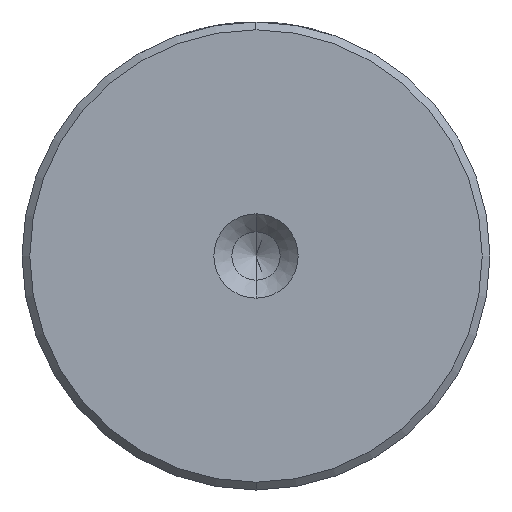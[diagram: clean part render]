
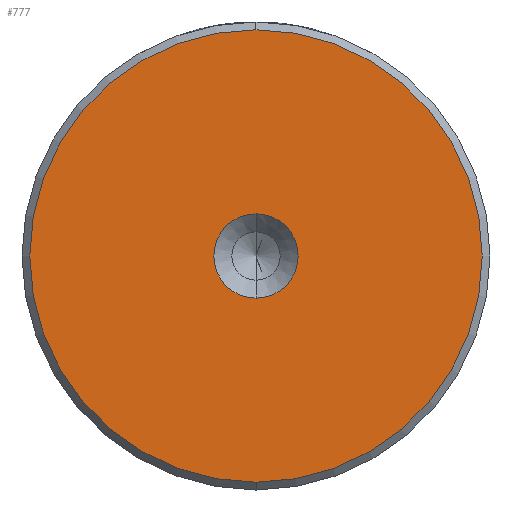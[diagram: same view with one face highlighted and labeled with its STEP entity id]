
A CAD part, left-side view. The second image highlights one B-rep face of the part: STEP entity #777.
In plain terms, the highlighted planar face has unit normal (-1, 0, 0).
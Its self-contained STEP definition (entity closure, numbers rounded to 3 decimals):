
#60 = AXIS2_PLACEMENT_3D ( 'NONE', #2391, #1018, #2624 ) ;
#140 = ORIENTED_EDGE ( 'NONE', *, *, #2520, .T. ) ;
#172 = DIRECTION ( 'NONE',  ( 0., 0., 1. ) ) ;
#213 = EDGE_LOOP ( 'NONE', ( #1003, #140 ) ) ;
#525 = AXIS2_PLACEMENT_3D ( 'NONE', #2348, #2814, #1432 ) ;
#656 = CIRCLE ( 'NONE', #1505, 14.5 ) ;
#774 = AXIS2_PLACEMENT_3D ( 'NONE', #2921, #1533, #172 ) ;
#777 = ADVANCED_FACE ( 'NONE', ( #787, #2540 ), #1892, .T. ) ;
#787 = FACE_OUTER_BOUND ( 'NONE', #213, .T. ) ;
#926 = DIRECTION ( 'NONE',  ( -1., 0., 0. ) ) ;
#1003 = ORIENTED_EDGE ( 'NONE', *, *, #1057, .T. ) ;
#1018 = DIRECTION ( 'NONE',  ( -1., 0., 0. ) ) ;
#1022 = AXIS2_PLACEMENT_3D ( 'NONE', #2302, #926, #2533 ) ;
#1057 = EDGE_CURVE ( 'NONE', #2632, #2028, #1895, .T. ) ;
#1063 = ORIENTED_EDGE ( 'NONE', *, *, #1339, .F. ) ;
#1114 = CARTESIAN_POINT ( 'NONE',  ( 0., 0., -2.7 ) ) ;
#1142 = CARTESIAN_POINT ( 'NONE',  ( 0., 0., 2.7 ) ) ;
#1158 = DIRECTION ( 'NONE',  ( -1., 0., 0. ) ) ;
#1215 = CIRCLE ( 'NONE', #60, 2.7 ) ;
#1221 = CARTESIAN_POINT ( 'NONE',  ( 0., 0., -14.5 ) ) ;
#1256 = VERTEX_POINT ( 'NONE', #1114 ) ;
#1339 = EDGE_CURVE ( 'NONE', #1256, #2489, #2477, .T. ) ;
#1432 = DIRECTION ( 'NONE',  ( 0., 0., 1. ) ) ;
#1505 = AXIS2_PLACEMENT_3D ( 'NONE', #2538, #1158, #2768 ) ;
#1533 = DIRECTION ( 'NONE',  ( -1., 0., 0. ) ) ;
#1586 = ORIENTED_EDGE ( 'NONE', *, *, #2658, .F. ) ;
#1745 = CARTESIAN_POINT ( 'NONE',  ( 0., 0., 14.5 ) ) ;
#1892 = PLANE ( 'NONE',  #525 ) ;
#1895 = CIRCLE ( 'NONE', #774, 14.5 ) ;
#2028 = VERTEX_POINT ( 'NONE', #1745 ) ;
#2302 = CARTESIAN_POINT ( 'NONE',  ( 0., 0., 0. ) ) ;
#2348 = CARTESIAN_POINT ( 'NONE',  ( 0., 0., 0. ) ) ;
#2391 = CARTESIAN_POINT ( 'NONE',  ( 0., 0., 0. ) ) ;
#2477 = CIRCLE ( 'NONE', #1022, 2.7 ) ;
#2489 = VERTEX_POINT ( 'NONE', #1142 ) ;
#2520 = EDGE_CURVE ( 'NONE', #2028, #2632, #656, .T. ) ;
#2530 = EDGE_LOOP ( 'NONE', ( #1586, #1063 ) ) ;
#2533 = DIRECTION ( 'NONE',  ( 0., 0., 1. ) ) ;
#2538 = CARTESIAN_POINT ( 'NONE',  ( 0., 0., 0. ) ) ;
#2540 = FACE_BOUND ( 'NONE', #2530, .T. ) ;
#2624 = DIRECTION ( 'NONE',  ( 0., 0., 1. ) ) ;
#2632 = VERTEX_POINT ( 'NONE', #1221 ) ;
#2658 = EDGE_CURVE ( 'NONE', #2489, #1256, #1215, .T. ) ;
#2768 = DIRECTION ( 'NONE',  ( 0., 0., 1. ) ) ;
#2814 = DIRECTION ( 'NONE',  ( -1., 0., 0. ) ) ;
#2921 = CARTESIAN_POINT ( 'NONE',  ( 0., 0., 0. ) ) ;
